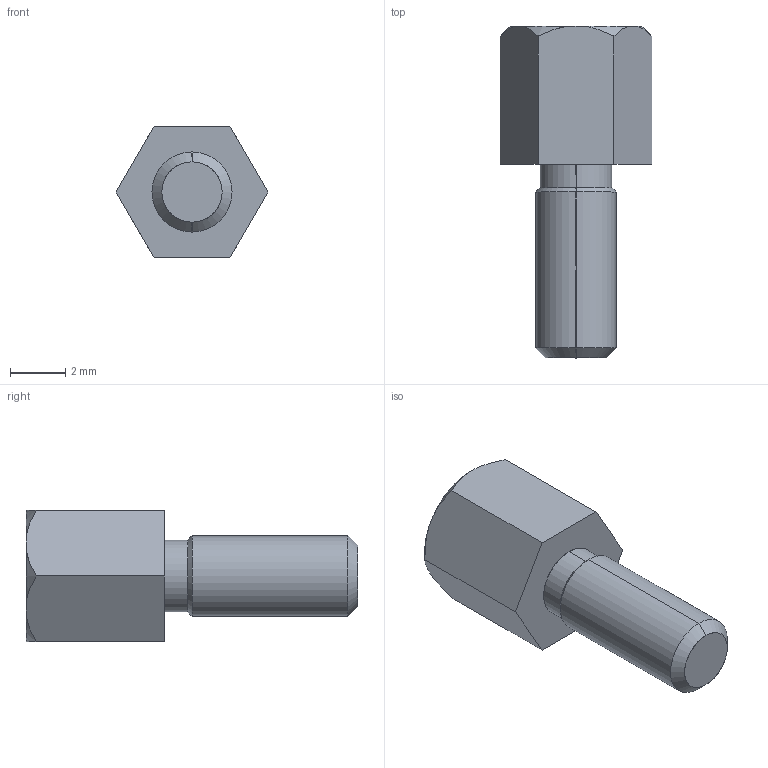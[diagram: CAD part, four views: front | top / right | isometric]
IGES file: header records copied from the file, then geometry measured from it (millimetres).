
Start section: SolidWorks IGES file using analytic representation for surfaces
Global section: file name: Garrett'JSX-M3131M.IGS; native system: SolidWorks 2014; preprocessor: SolidWorks 2014; author: Garrett; date: 170830.100849; units: millimetre
Bounding box: 5.48 x 12 x 4.75 mm (x, y, z)
Surface area: 207 mm2 (no closed solid volume)
Topology: 0 solids, 0 shells, 29 faces, 266 edges, 264 vertices
Faces by surface type: revolution 20, bspline 9
